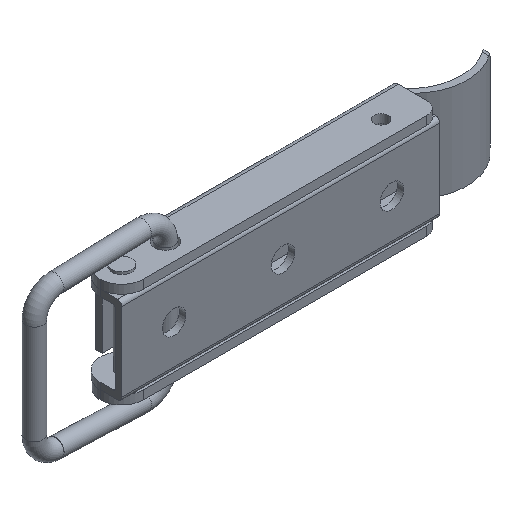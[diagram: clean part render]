
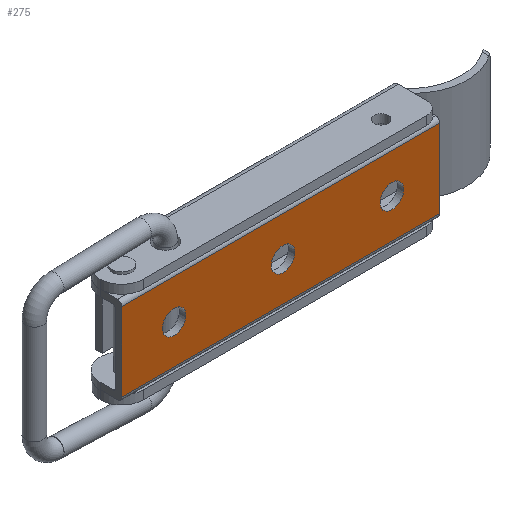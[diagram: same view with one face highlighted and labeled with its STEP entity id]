
A CAD part, isometric view. The second image highlights one B-rep face of the part: STEP entity #275.
In plain terms, the highlighted planar face has unit normal (0, -1, 0).
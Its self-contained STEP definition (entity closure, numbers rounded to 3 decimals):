
#275 = ADVANCED_FACE( '', ( #579, #580, #581, #582 ), #583, .F. );
#579 = FACE_BOUND( '', #933, .T. );
#580 = FACE_BOUND( '', #934, .T. );
#581 = FACE_BOUND( '', #935, .T. );
#582 = FACE_OUTER_BOUND( '', #936, .T. );
#583 = PLANE( '', #937 );
#933 = EDGE_LOOP( '', ( #1495 ) );
#934 = EDGE_LOOP( '', ( #1496 ) );
#935 = EDGE_LOOP( '', ( #1497 ) );
#936 = EDGE_LOOP( '', ( #1498, #1499, #1500, #1501 ) );
#937 = AXIS2_PLACEMENT_3D( '', #1502, #1503, #1504 );
#1495 = ORIENTED_EDGE( '', *, *, #2153, .T. );
#1496 = ORIENTED_EDGE( '', *, *, #2108, .T. );
#1497 = ORIENTED_EDGE( '', *, *, #2114, .T. );
#1498 = ORIENTED_EDGE( '', *, *, #2154, .T. );
#1499 = ORIENTED_EDGE( '', *, *, #2092, .F. );
#1500 = ORIENTED_EDGE( '', *, *, #2155, .F. );
#1501 = ORIENTED_EDGE( '', *, *, #2156, .T. );
#1502 = CARTESIAN_POINT( '', ( 68., -5., 9. ) );
#1503 = DIRECTION( '', ( 0., 1., 0. ) );
#1504 = DIRECTION( '', ( 0., 0., 1. ) );
#2092 = EDGE_CURVE( '', #2513, #2511, #2515, .T. );
#2108 = EDGE_CURVE( '', #2541, #2541, #2542, .T. );
#2114 = EDGE_CURVE( '', #2551, #2551, #2552, .T. );
#2153 = EDGE_CURVE( '', #2611, #2611, #2612, .T. );
#2154 = EDGE_CURVE( '', #2613, #2511, #2614, .T. );
#2155 = EDGE_CURVE( '', #2615, #2513, #2616, .T. );
#2156 = EDGE_CURVE( '', #2615, #2613, #2617, .T. );
#2511 = VERTEX_POINT( '', #3128 );
#2513 = VERTEX_POINT( '', #3130 );
#2515 = LINE( '', #3132, #3133 );
#2541 = VERTEX_POINT( '', #3166 );
#2542 = CIRCLE( '', #3167, 2.7 );
#2551 = VERTEX_POINT( '', #3176 );
#2552 = CIRCLE( '', #3177, 2.7 );
#2611 = VERTEX_POINT( '', #3270 );
#2612 = CIRCLE( '', #3271, 2.7 );
#2613 = VERTEX_POINT( '', #3272 );
#2614 = LINE( '', #3273, #3274 );
#2615 = VERTEX_POINT( '', #3275 );
#2616 = LINE( '', #3276, #3277 );
#2617 = LINE( '', #3278, #3279 );
#3128 = CARTESIAN_POINT( '', ( -5., -5., -9. ) );
#3130 = CARTESIAN_POINT( '', ( 68., -5., -9. ) );
#3132 = CARTESIAN_POINT( '', ( 68., -5., -9. ) );
#3133 = VECTOR( '', #3674, 1000. );
#3166 = CARTESIAN_POINT( '', ( 59.7, -5., 0. ) );
#3167 = AXIS2_PLACEMENT_3D( '', #3697, #3698, #3699 );
#3176 = CARTESIAN_POINT( '', ( 9.7, -5., 0. ) );
#3177 = AXIS2_PLACEMENT_3D( '', #3709, #3710, #3711 );
#3270 = CARTESIAN_POINT( '', ( 34.7, -5., 0. ) );
#3271 = AXIS2_PLACEMENT_3D( '', #3758, #3759, #3760 );
#3272 = CARTESIAN_POINT( '', ( -5., -5., 9. ) );
#3273 = CARTESIAN_POINT( '', ( -5., -5., 9. ) );
#3274 = VECTOR( '', #3761, 1000. );
#3275 = CARTESIAN_POINT( '', ( 68., -5., 9. ) );
#3276 = CARTESIAN_POINT( '', ( 68., -5., 9. ) );
#3277 = VECTOR( '', #3762, 1000. );
#3278 = CARTESIAN_POINT( '', ( 68., -5., 9. ) );
#3279 = VECTOR( '', #3763, 1000. );
#3674 = DIRECTION( '', ( -1., 0., 0. ) );
#3697 = CARTESIAN_POINT( '', ( 57., -5., 0. ) );
#3698 = DIRECTION( '', ( 0., 1., 0. ) );
#3699 = DIRECTION( '', ( 1., 0., 0. ) );
#3709 = CARTESIAN_POINT( '', ( 7., -5., 0. ) );
#3710 = DIRECTION( '', ( 0., 1., 0. ) );
#3711 = DIRECTION( '', ( 1., 0., 0. ) );
#3758 = CARTESIAN_POINT( '', ( 32., -5., 0. ) );
#3759 = DIRECTION( '', ( 0., 1., 0. ) );
#3760 = DIRECTION( '', ( 1., 0., 0. ) );
#3761 = DIRECTION( '', ( 0., 0., -1. ) );
#3762 = DIRECTION( '', ( 0., 0., -1. ) );
#3763 = DIRECTION( '', ( -1., 0., 0. ) );
